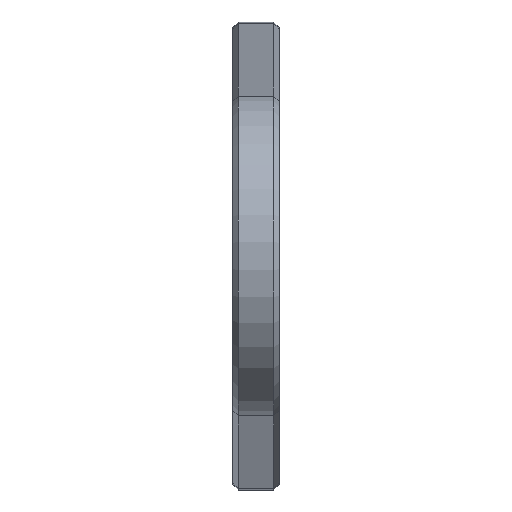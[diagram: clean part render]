
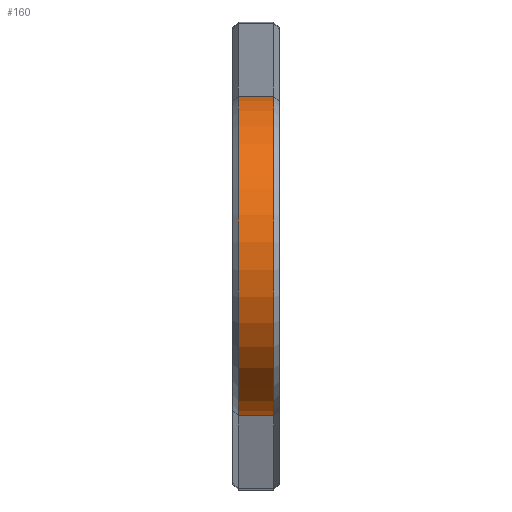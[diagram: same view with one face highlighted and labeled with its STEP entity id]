
A CAD part, left-side view. The second image highlights one B-rep face of the part: STEP entity #160.
In plain terms, the highlighted cylindrical face has radius 27.5 mm (diameter 55 mm), a partial arc.
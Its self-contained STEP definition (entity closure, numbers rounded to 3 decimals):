
#160 = ADVANCED_FACE ( 'NONE', ( #3718 ), #178, .T. ) ;
#178 = CYLINDRICAL_SURFACE ( 'NONE', #4538, 27.5 ) ;
#308 = EDGE_CURVE ( 'NONE', #2865, #2557, #3805, .T. ) ;
#422 = CARTESIAN_POINT ( 'NONE',  ( -2.989, 28., 27.337 ) ) ;
#893 = VERTEX_POINT ( 'NONE', #2486 ) ;
#895 = DIRECTION ( 'NONE',  ( 0., 0., 1. ) ) ;
#983 = CARTESIAN_POINT ( 'NONE',  ( 0., 35., 0. ) ) ;
#996 = DIRECTION ( 'NONE',  ( 0., -1., 0. ) ) ;
#1063 = DIRECTION ( 'NONE',  ( 0., 0., -1. ) ) ;
#1174 = ORIENTED_EDGE ( 'NONE', *, *, #2857, .F. ) ;
#1464 = VERTEX_POINT ( 'NONE', #4782 ) ;
#1509 = LINE ( 'NONE', #5499, #4079 ) ;
#1646 = ORIENTED_EDGE ( 'NONE', *, *, #4567, .T. ) ;
#2007 = DIRECTION ( 'NONE',  ( 0., 1., 0. ) ) ;
#2025 = CARTESIAN_POINT ( 'NONE',  ( -2.989, 35., -27.337 ) ) ;
#2281 = LINE ( 'NONE', #422, #3786 ) ;
#2295 = CARTESIAN_POINT ( 'NONE',  ( -2.989, 35., 27.337 ) ) ;
#2486 = CARTESIAN_POINT ( 'NONE',  ( -2.989, 29., -27.337 ) ) ;
#2557 = VERTEX_POINT ( 'NONE', #2295 ) ;
#2781 = DIRECTION ( 'NONE',  ( 0., 0., 1. ) ) ;
#2857 = EDGE_CURVE ( 'NONE', #1464, #893, #3542, .T. ) ;
#2865 = VERTEX_POINT ( 'NONE', #2025 ) ;
#2963 = EDGE_LOOP ( 'NONE', ( #2971, #1174, #1646, #3522 ) ) ;
#2971 = ORIENTED_EDGE ( 'NONE', *, *, #5148, .F. ) ;
#3522 = ORIENTED_EDGE ( 'NONE', *, *, #308, .F. ) ;
#3542 = CIRCLE ( 'NONE', #5638, 27.5 ) ;
#3610 = AXIS2_PLACEMENT_3D ( 'NONE', #983, #4936, #895 ) ;
#3712 = CARTESIAN_POINT ( 'NONE',  ( 0., 29., 0. ) ) ;
#3718 = FACE_OUTER_BOUND ( 'NONE', #2963, .T. ) ;
#3786 = VECTOR ( 'NONE', #5413, 1000. ) ;
#3805 = CIRCLE ( 'NONE', #3610, 27.5 ) ;
#4079 = VECTOR ( 'NONE', #4636, 1000. ) ;
#4538 = AXIS2_PLACEMENT_3D ( 'NONE', #5053, #2007, #1063 ) ;
#4567 = EDGE_CURVE ( 'NONE', #1464, #2557, #2281, .T. ) ;
#4636 = DIRECTION ( 'NONE',  ( 0., 1., 0. ) ) ;
#4782 = CARTESIAN_POINT ( 'NONE',  ( -2.989, 29., 27.337 ) ) ;
#4936 = DIRECTION ( 'NONE',  ( 0., 1., 0. ) ) ;
#5053 = CARTESIAN_POINT ( 'NONE',  ( 0., 28., 0. ) ) ;
#5148 = EDGE_CURVE ( 'NONE', #893, #2865, #1509, .T. ) ;
#5413 = DIRECTION ( 'NONE',  ( 0., 1., 0. ) ) ;
#5499 = CARTESIAN_POINT ( 'NONE',  ( -2.989, 28., -27.337 ) ) ;
#5638 = AXIS2_PLACEMENT_3D ( 'NONE', #3712, #996, #2781 ) ;
